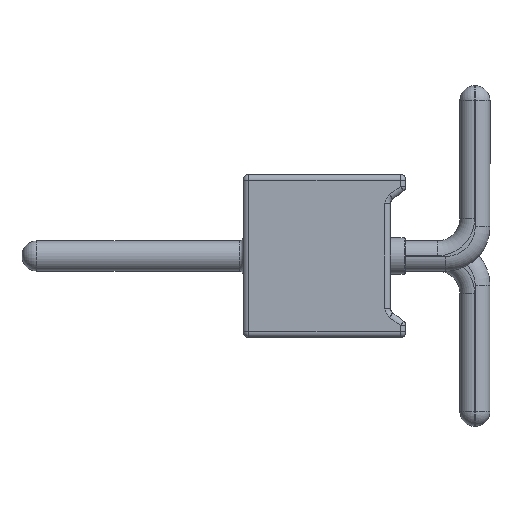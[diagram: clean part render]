
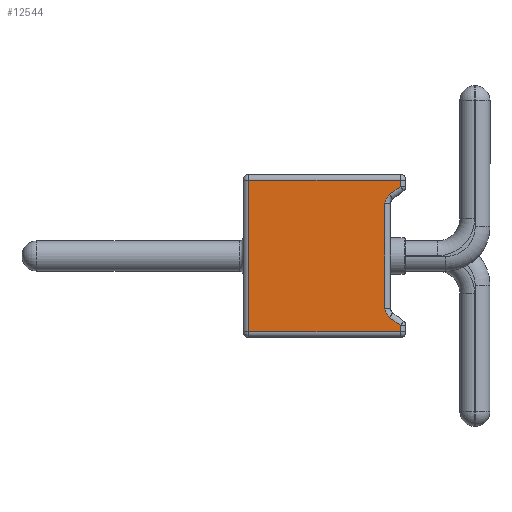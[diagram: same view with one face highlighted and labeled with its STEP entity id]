
A CAD part, left-side view. The second image highlights one B-rep face of the part: STEP entity #12544.
In plain terms, the highlighted planar face has unit normal (-1, 0, 0).
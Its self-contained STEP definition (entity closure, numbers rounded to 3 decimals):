
#210 = LINE ( 'NONE', #2024, #4405 ) ;
#395 = CARTESIAN_POINT ( 'NONE',  ( -4., -0.986, 0.833 ) ) ;
#563 = CARTESIAN_POINT ( 'NONE',  ( -4., -1.21, -1.03 ) ) ;
#888 = EDGE_LOOP ( 'NONE', ( #9354, #10751, #1051, #5996, #8783, #10006, #7278, #14996, #3634, #13841 ) ) ;
#1028 = EDGE_CURVE ( 'NONE', #17000, #8006, #1380, .T. ) ;
#1051 = ORIENTED_EDGE ( 'NONE', *, *, #8356, .F. ) ;
#1228 = CARTESIAN_POINT ( 'NONE',  ( -4., 0., 0. ) ) ;
#1318 = CARTESIAN_POINT ( 'NONE',  ( -4., -1.135, 1.03 ) ) ;
#1327 = EDGE_CURVE ( 'NONE', #8006, #4371, #1964, .T. ) ;
#1340 = CARTESIAN_POINT ( 'NONE',  ( -4., -1.075, 0.712 ) ) ;
#1375 = VECTOR ( 'NONE', #9429, 1000. ) ;
#1380 = LINE ( 'NONE', #18156, #1958 ) ;
#1420 = DIRECTION ( 'NONE',  ( 0., -0.805, 0.594 ) ) ;
#1619 = CARTESIAN_POINT ( 'NONE',  ( -4., -1.075, -0.712 ) ) ;
#1958 = VECTOR ( 'NONE', #18421, 1000. ) ;
#1964 = LINE ( 'NONE', #16328, #13405 ) ;
#2024 = CARTESIAN_POINT ( 'NONE',  ( -4., -0.925, 0.75 ) ) ;
#2247 = CARTESIAN_POINT ( 'NONE',  ( -4., -0.925, 0.712 ) ) ;
#2692 = VERTEX_POINT ( 'NONE', #395 ) ;
#3046 = DIRECTION ( 'NONE',  ( 0., 0., 1. ) ) ;
#3147 = DIRECTION ( 'NONE',  ( 0., 0., 1. ) ) ;
#3417 = DIRECTION ( 'NONE',  ( 0., 0., 1. ) ) ;
#3578 = DIRECTION ( 'NONE',  ( 0., 1., 0. ) ) ;
#3632 = AXIS2_PLACEMENT_3D ( 'NONE', #1340, #13848, #3147 ) ;
#3634 = ORIENTED_EDGE ( 'NONE', *, *, #9934, .T. ) ;
#4066 = VERTEX_POINT ( 'NONE', #12812 ) ;
#4212 = FACE_OUTER_BOUND ( 'NONE', #888, .T. ) ;
#4371 = VERTEX_POINT ( 'NONE', #22924 ) ;
#4405 = VECTOR ( 'NONE', #21622, 1000. ) ;
#4669 = VERTEX_POINT ( 'NONE', #6767 ) ;
#4956 = DIRECTION ( 'NONE',  ( 0., 0., -1. ) ) ;
#5745 = AXIS2_PLACEMENT_3D ( 'NONE', #1228, #13740, #3046 ) ;
#5996 = ORIENTED_EDGE ( 'NONE', *, *, #18607, .T. ) ;
#6165 = CARTESIAN_POINT ( 'NONE',  ( -4., 0.925, -1.03 ) ) ;
#6767 = CARTESIAN_POINT ( 'NONE',  ( -4., -1.135, -0.943 ) ) ;
#6823 = LINE ( 'NONE', #21508, #21099 ) ;
#7278 = ORIENTED_EDGE ( 'NONE', *, *, #18582, .T. ) ;
#8006 = VERTEX_POINT ( 'NONE', #1318 ) ;
#8356 = EDGE_CURVE ( 'NONE', #2692, #21696, #17046, .T. ) ;
#8783 = ORIENTED_EDGE ( 'NONE', *, *, #1028, .T. ) ;
#8884 = DIRECTION ( 'NONE',  ( 0., 0., 1. ) ) ;
#9111 = EDGE_CURVE ( 'NONE', #4066, #21696, #210, .T. ) ;
#9354 = ORIENTED_EDGE ( 'NONE', *, *, #14820, .F. ) ;
#9429 = DIRECTION ( 'NONE',  ( 0., -1., 0. ) ) ;
#9654 = VERTEX_POINT ( 'NONE', #6165 ) ;
#9881 = AXIS2_PLACEMENT_3D ( 'NONE', #1619, #14133, #3417 ) ;
#9934 = EDGE_CURVE ( 'NONE', #23182, #4669, #6823, .T. ) ;
#10006 = ORIENTED_EDGE ( 'NONE', *, *, #1327, .T. ) ;
#10751 = ORIENTED_EDGE ( 'NONE', *, *, #9111, .T. ) ;
#10771 = LINE ( 'NONE', #17450, #15549 ) ;
#11268 = CARTESIAN_POINT ( 'NONE',  ( -4., -0.955, -0.81 ) ) ;
#11413 = VERTEX_POINT ( 'NONE', #16992 ) ;
#12544 = ADVANCED_FACE ( 'NONE', ( #4212 ), #16962, .T. ) ;
#12812 = CARTESIAN_POINT ( 'NONE',  ( -4., -0.925, -0.712 ) ) ;
#13405 = VECTOR ( 'NONE', #3578, 1000. ) ;
#13740 = DIRECTION ( 'NONE',  ( -1., 0., 0. ) ) ;
#13841 = ORIENTED_EDGE ( 'NONE', *, *, #18292, .T. ) ;
#13848 = DIRECTION ( 'NONE',  ( -1., 0., 0. ) ) ;
#14133 = DIRECTION ( 'NONE',  ( -1., 0., 0. ) ) ;
#14820 = EDGE_CURVE ( 'NONE', #4066, #11413, #19616, .T. ) ;
#14876 = DIRECTION ( 'NONE',  ( 0., 0.805, 0.594 ) ) ;
#14996 = ORIENTED_EDGE ( 'NONE', *, *, #16853, .T. ) ;
#15009 = LINE ( 'NONE', #11268, #19196 ) ;
#15549 = VECTOR ( 'NONE', #4956, 1000. ) ;
#16126 = CARTESIAN_POINT ( 'NONE',  ( -4., -1.135, -1.03 ) ) ;
#16211 = LINE ( 'NONE', #563, #1375 ) ;
#16328 = CARTESIAN_POINT ( 'NONE',  ( -4., 1., 1.03 ) ) ;
#16853 = EDGE_CURVE ( 'NONE', #9654, #23182, #16211, .T. ) ;
#16962 = PLANE ( 'NONE',  #5745 ) ;
#16992 = CARTESIAN_POINT ( 'NONE',  ( -4., -0.986, -0.833 ) ) ;
#17000 = VERTEX_POINT ( 'NONE', #19047 ) ;
#17046 = CIRCLE ( 'NONE', #3632, 0.15 ) ;
#17450 = CARTESIAN_POINT ( 'NONE',  ( -4., 0.925, -1.105 ) ) ;
#18156 = CARTESIAN_POINT ( 'NONE',  ( -4., -1.135, 1.105 ) ) ;
#18292 = EDGE_CURVE ( 'NONE', #4669, #11413, #15009, .T. ) ;
#18421 = DIRECTION ( 'NONE',  ( 0., 0., 1. ) ) ;
#18582 = EDGE_CURVE ( 'NONE', #4371, #9654, #10771, .T. ) ;
#18607 = EDGE_CURVE ( 'NONE', #2692, #17000, #20306, .T. ) ;
#19047 = CARTESIAN_POINT ( 'NONE',  ( -4., -1.135, 0.943 ) ) ;
#19196 = VECTOR ( 'NONE', #14876, 1000. ) ;
#19616 = CIRCLE ( 'NONE', #9881, 0.15 ) ;
#19730 = VECTOR ( 'NONE', #1420, 1000. ) ;
#20306 = LINE ( 'NONE', #22886, #19730 ) ;
#21099 = VECTOR ( 'NONE', #8884, 1000. ) ;
#21508 = CARTESIAN_POINT ( 'NONE',  ( -4., -1.135, -0.905 ) ) ;
#21622 = DIRECTION ( 'NONE',  ( 0., 0., 1. ) ) ;
#21696 = VERTEX_POINT ( 'NONE', #2247 ) ;
#22886 = CARTESIAN_POINT ( 'NONE',  ( -4., -1.165, 0.965 ) ) ;
#22924 = CARTESIAN_POINT ( 'NONE',  ( -4., 0.925, 1.03 ) ) ;
#23182 = VERTEX_POINT ( 'NONE', #16126 ) ;
